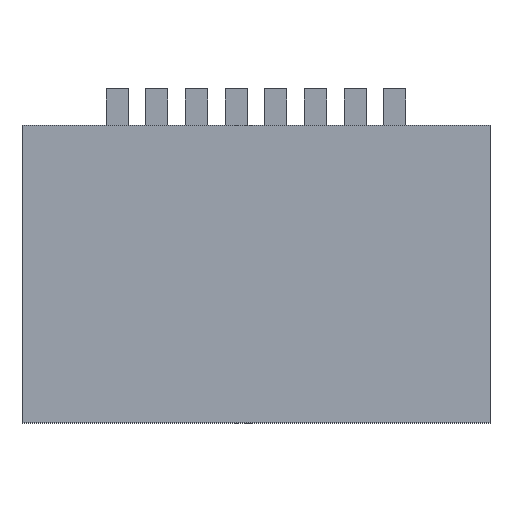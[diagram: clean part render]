
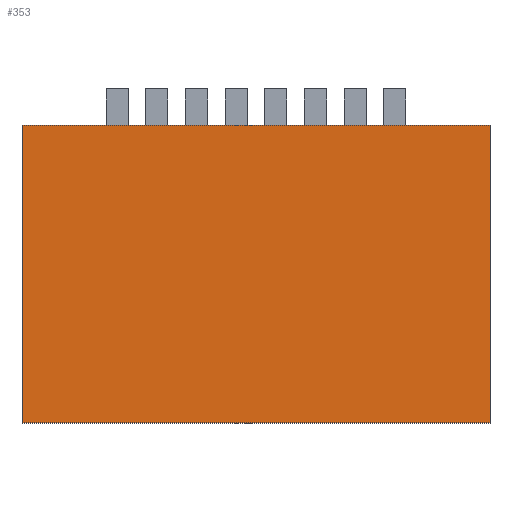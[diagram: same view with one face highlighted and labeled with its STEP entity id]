
A CAD part, top view. The second image highlights one B-rep face of the part: STEP entity #353.
In plain terms, the highlighted planar face has unit normal (0, 0, 1).
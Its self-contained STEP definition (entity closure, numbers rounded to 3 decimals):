
#39 = VERTEX_POINT('',#40);
#40 = CARTESIAN_POINT('',(-2.95,-1.875,1.6));
#47 = PLANE('',#48);
#48 = AXIS2_PLACEMENT_3D('',#49,#50,#51);
#49 = CARTESIAN_POINT('',(-2.95,-1.875,0.));
#50 = DIRECTION('',(0.,1.,0.));
#51 = DIRECTION('',(1.,0.,0.));
#59 = PLANE('',#60);
#60 = AXIS2_PLACEMENT_3D('',#61,#62,#63);
#61 = CARTESIAN_POINT('',(-2.95,1.875,0.));
#62 = DIRECTION('',(1.,0.,-0.));
#63 = DIRECTION('',(0.,-1.,0.));
#71 = EDGE_CURVE('',#39,#72,#74,.T.);
#72 = VERTEX_POINT('',#73);
#73 = CARTESIAN_POINT('',(2.95,-1.875,1.6));
#74 = SURFACE_CURVE('',#75,(#79,#86),.PCURVE_S1.);
#75 = LINE('',#76,#77);
#76 = CARTESIAN_POINT('',(-2.95,-1.875,1.6));
#77 = VECTOR('',#78,1.);
#78 = DIRECTION('',(1.,0.,0.));
#79 = PCURVE('',#47,#80);
#80 = DEFINITIONAL_REPRESENTATION('',(#81),#85);
#81 = LINE('',#82,#83);
#82 = CARTESIAN_POINT('',(0.,-1.6));
#83 = VECTOR('',#84,1.);
#84 = DIRECTION('',(1.,0.));
#85 = ( GEOMETRIC_REPRESENTATION_CONTEXT(2) 
PARAMETRIC_REPRESENTATION_CONTEXT() REPRESENTATION_CONTEXT('2D SPACE',''
  ) );
#86 = PCURVE('',#87,#92);
#87 = PLANE('',#88);
#88 = AXIS2_PLACEMENT_3D('',#89,#90,#91);
#89 = CARTESIAN_POINT('',(0.,0.,1.6));
#90 = DIRECTION('',(0.,0.,1.));
#91 = DIRECTION('',(1.,0.,0.));
#92 = DEFINITIONAL_REPRESENTATION('',(#93),#97);
#93 = LINE('',#94,#95);
#94 = CARTESIAN_POINT('',(-2.95,-1.875));
#95 = VECTOR('',#96,1.);
#96 = DIRECTION('',(1.,0.));
#97 = ( GEOMETRIC_REPRESENTATION_CONTEXT(2) 
PARAMETRIC_REPRESENTATION_CONTEXT() REPRESENTATION_CONTEXT('2D SPACE',''
  ) );
#115 = PLANE('',#116);
#116 = AXIS2_PLACEMENT_3D('',#117,#118,#119);
#117 = CARTESIAN_POINT('',(2.95,-1.875,0.));
#118 = DIRECTION('',(-1.,0.,0.));
#119 = DIRECTION('',(0.,1.,0.));
#157 = EDGE_CURVE('',#72,#158,#160,.T.);
#158 = VERTEX_POINT('',#159);
#159 = CARTESIAN_POINT('',(2.95,1.875,1.6));
#160 = SURFACE_CURVE('',#161,(#165,#172),.PCURVE_S1.);
#161 = LINE('',#162,#163);
#162 = CARTESIAN_POINT('',(2.95,-1.875,1.6));
#163 = VECTOR('',#164,1.);
#164 = DIRECTION('',(0.,1.,0.));
#165 = PCURVE('',#115,#166);
#166 = DEFINITIONAL_REPRESENTATION('',(#167),#171);
#167 = LINE('',#168,#169);
#168 = CARTESIAN_POINT('',(0.,-1.6));
#169 = VECTOR('',#170,1.);
#170 = DIRECTION('',(1.,0.));
#171 = ( GEOMETRIC_REPRESENTATION_CONTEXT(2) 
PARAMETRIC_REPRESENTATION_CONTEXT() REPRESENTATION_CONTEXT('2D SPACE',''
  ) );
#172 = PCURVE('',#87,#173);
#173 = DEFINITIONAL_REPRESENTATION('',(#174),#178);
#174 = LINE('',#175,#176);
#175 = CARTESIAN_POINT('',(2.95,-1.875));
#176 = VECTOR('',#177,1.);
#177 = DIRECTION('',(0.,1.));
#178 = ( GEOMETRIC_REPRESENTATION_CONTEXT(2) 
PARAMETRIC_REPRESENTATION_CONTEXT() REPRESENTATION_CONTEXT('2D SPACE',''
  ) );
#196 = PLANE('',#197);
#197 = AXIS2_PLACEMENT_3D('',#198,#199,#200);
#198 = CARTESIAN_POINT('',(2.95,1.875,0.));
#199 = DIRECTION('',(0.,-1.,0.));
#200 = DIRECTION('',(-1.,0.,0.));
#233 = EDGE_CURVE('',#158,#234,#236,.T.);
#234 = VERTEX_POINT('',#235);
#235 = CARTESIAN_POINT('',(-2.95,1.875,1.6));
#236 = SURFACE_CURVE('',#237,(#241,#248),.PCURVE_S1.);
#237 = LINE('',#238,#239);
#238 = CARTESIAN_POINT('',(2.95,1.875,1.6));
#239 = VECTOR('',#240,1.);
#240 = DIRECTION('',(-1.,0.,0.));
#241 = PCURVE('',#196,#242);
#242 = DEFINITIONAL_REPRESENTATION('',(#243),#247);
#243 = LINE('',#244,#245);
#244 = CARTESIAN_POINT('',(0.,-1.6));
#245 = VECTOR('',#246,1.);
#246 = DIRECTION('',(1.,0.));
#247 = ( GEOMETRIC_REPRESENTATION_CONTEXT(2) 
PARAMETRIC_REPRESENTATION_CONTEXT() REPRESENTATION_CONTEXT('2D SPACE',''
  ) );
#248 = PCURVE('',#87,#249);
#249 = DEFINITIONAL_REPRESENTATION('',(#250),#254);
#250 = LINE('',#251,#252);
#251 = CARTESIAN_POINT('',(2.95,1.875));
#252 = VECTOR('',#253,1.);
#253 = DIRECTION('',(-1.,0.));
#254 = ( GEOMETRIC_REPRESENTATION_CONTEXT(2) 
PARAMETRIC_REPRESENTATION_CONTEXT() REPRESENTATION_CONTEXT('2D SPACE',''
  ) );
#304 = EDGE_CURVE('',#234,#39,#305,.T.);
#305 = SURFACE_CURVE('',#306,(#310,#317),.PCURVE_S1.);
#306 = LINE('',#307,#308);
#307 = CARTESIAN_POINT('',(-2.95,1.875,1.6));
#308 = VECTOR('',#309,1.);
#309 = DIRECTION('',(0.,-1.,0.));
#310 = PCURVE('',#59,#311);
#311 = DEFINITIONAL_REPRESENTATION('',(#312),#316);
#312 = LINE('',#313,#314);
#313 = CARTESIAN_POINT('',(0.,-1.6));
#314 = VECTOR('',#315,1.);
#315 = DIRECTION('',(1.,0.));
#316 = ( GEOMETRIC_REPRESENTATION_CONTEXT(2) 
PARAMETRIC_REPRESENTATION_CONTEXT() REPRESENTATION_CONTEXT('2D SPACE',''
  ) );
#317 = PCURVE('',#87,#318);
#318 = DEFINITIONAL_REPRESENTATION('',(#319),#323);
#319 = LINE('',#320,#321);
#320 = CARTESIAN_POINT('',(-2.95,1.875));
#321 = VECTOR('',#322,1.);
#322 = DIRECTION('',(0.,-1.));
#323 = ( GEOMETRIC_REPRESENTATION_CONTEXT(2) 
PARAMETRIC_REPRESENTATION_CONTEXT() REPRESENTATION_CONTEXT('2D SPACE',''
  ) );
#353 = ADVANCED_FACE('',(#354),#87,.T.);
#354 = FACE_BOUND('',#355,.T.);
#355 = EDGE_LOOP('',(#356,#357,#358,#359));
#356 = ORIENTED_EDGE('',*,*,#71,.T.);
#357 = ORIENTED_EDGE('',*,*,#157,.T.);
#358 = ORIENTED_EDGE('',*,*,#233,.T.);
#359 = ORIENTED_EDGE('',*,*,#304,.T.);
